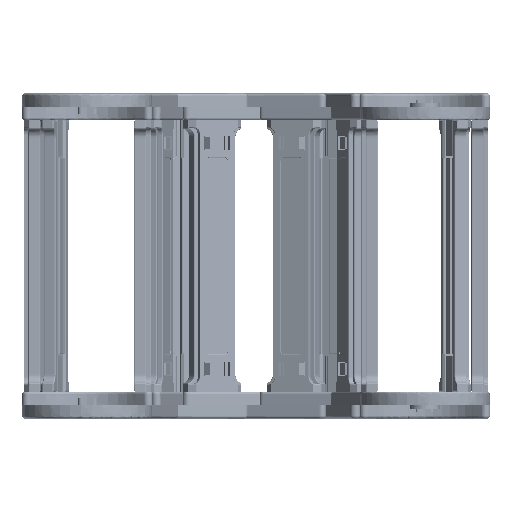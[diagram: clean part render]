
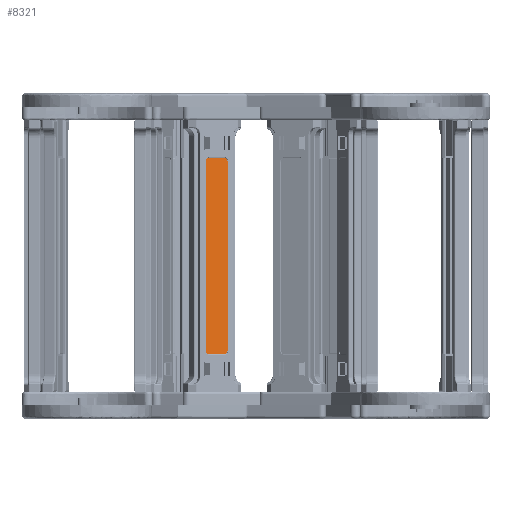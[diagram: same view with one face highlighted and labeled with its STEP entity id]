
A CAD part, left-side view. The second image highlights one B-rep face of the part: STEP entity #8321.
In plain terms, the highlighted face is planar.
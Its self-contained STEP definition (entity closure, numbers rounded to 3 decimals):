
#410 = LINE ( 'NONE', #7419, #25509 ) ;
#539 = CARTESIAN_POINT ( 'NONE',  ( -65.756, 199.948, 100.586 ) ) ;
#1543 = LINE ( 'NONE', #30713, #18873 ) ;
#2047 = CARTESIAN_POINT ( 'NONE',  ( -63.818, 199.948, 100.586 ) ) ;
#2064 = CIRCLE ( 'NONE', #14500, 1.938 ) ;
#2438 = DIRECTION ( 'NONE',  ( 0., 0., -1. ) ) ;
#3349 = DIRECTION ( 'NONE',  ( 0., 0., 1. ) ) ;
#4468 = DIRECTION ( 'NONE',  ( 0., 0., 1. ) ) ;
#5493 = CARTESIAN_POINT ( 'NONE',  ( -63.818, 199.948, 16.908 ) ) ;
#5597 = VERTEX_POINT ( 'NONE', #5493 ) ;
#5781 = VERTEX_POINT ( 'NONE', #32281 ) ;
#6583 = ORIENTED_EDGE ( 'NONE', *, *, #13707, .T. ) ;
#6586 = AXIS2_PLACEMENT_3D ( 'NONE', #16948, #34449, #37388 ) ;
#7419 = CARTESIAN_POINT ( 'NONE',  ( -72.692, 199.948, 14.97 ) ) ;
#7801 = CARTESIAN_POINT ( 'NONE',  ( -72.692, 199.948, 100.586 ) ) ;
#8321 = ADVANCED_FACE ( 'NONE', ( #37749 ), #25378, .T. ) ;
#8767 = CARTESIAN_POINT ( 'NONE',  ( -65.756, 199.948, 16.908 ) ) ;
#9148 = ORIENTED_EDGE ( 'NONE', *, *, #9605, .F. ) ;
#9474 = VERTEX_POINT ( 'NONE', #19868 ) ;
#9605 = EDGE_CURVE ( 'NONE', #12877, #5597, #10770, .T. ) ;
#9678 = EDGE_CURVE ( 'NONE', #23914, #9474, #19874, .T. ) ;
#10266 = ORIENTED_EDGE ( 'NONE', *, *, #9678, .T. ) ;
#10770 = CIRCLE ( 'NONE', #10803, 1.938 ) ;
#10803 = AXIS2_PLACEMENT_3D ( 'NONE', #8767, #32104, #26333 ) ;
#10962 = EDGE_CURVE ( 'NONE', #23914, #17946, #2064, .T. ) ;
#11104 = CARTESIAN_POINT ( 'NONE',  ( -74.63, 199.948, 95.786 ) ) ;
#11782 = EDGE_LOOP ( 'NONE', ( #12151, #9148, #24213, #23263, #10266, #21319, #6583, #24875 ) ) ;
#12151 = ORIENTED_EDGE ( 'NONE', *, *, #30791, .T. ) ;
#12877 = VERTEX_POINT ( 'NONE', #35131 ) ;
#13707 = EDGE_CURVE ( 'NONE', #14517, #5781, #1543, .T. ) ;
#13749 = CARTESIAN_POINT ( 'NONE',  ( -74.63, 199.948, 16.908 ) ) ;
#13884 = VECTOR ( 'NONE', #2438, 1000. ) ;
#14061 = DIRECTION ( 'NONE',  ( 1., 0., 0. ) ) ;
#14500 = AXIS2_PLACEMENT_3D ( 'NONE', #35562, #23792, #32748 ) ;
#14517 = VERTEX_POINT ( 'NONE', #21415 ) ;
#16948 = CARTESIAN_POINT ( 'NONE',  ( -72.692, 199.948, 95.786 ) ) ;
#17285 = VERTEX_POINT ( 'NONE', #2047 ) ;
#17341 = DIRECTION ( 'NONE',  ( 0., 0., 1. ) ) ;
#17946 = VERTEX_POINT ( 'NONE', #34528 ) ;
#18500 = VECTOR ( 'NONE', #17341, 1000. ) ;
#18703 = EDGE_CURVE ( 'NONE', #9474, #14517, #23664, .T. ) ;
#18754 = EDGE_CURVE ( 'NONE', #17946, #12877, #410, .T. ) ;
#18873 = VECTOR ( 'NONE', #21781, 1000. ) ;
#19868 = CARTESIAN_POINT ( 'NONE',  ( -74.63, 199.948, 100.586 ) ) ;
#19874 = LINE ( 'NONE', #11104, #18500 ) ;
#20221 = LINE ( 'NONE', #34788, #13884 ) ;
#21319 = ORIENTED_EDGE ( 'NONE', *, *, #18703, .T. ) ;
#21415 = CARTESIAN_POINT ( 'NONE',  ( -72.692, 199.948, 102.524 ) ) ;
#21781 = DIRECTION ( 'NONE',  ( 1., 0., 0. ) ) ;
#22991 = CIRCLE ( 'NONE', #25452, 1.938 ) ;
#23263 = ORIENTED_EDGE ( 'NONE', *, *, #10962, .F. ) ;
#23664 = CIRCLE ( 'NONE', #33056, 1.938 ) ;
#23792 = DIRECTION ( 'NONE',  ( 0., -1., 0. ) ) ;
#23914 = VERTEX_POINT ( 'NONE', #13749 ) ;
#24213 = ORIENTED_EDGE ( 'NONE', *, *, #18754, .F. ) ;
#24875 = ORIENTED_EDGE ( 'NONE', *, *, #30162, .T. ) ;
#25378 = PLANE ( 'NONE',  #6586 ) ;
#25452 = AXIS2_PLACEMENT_3D ( 'NONE', #539, #35506, #3349 ) ;
#25509 = VECTOR ( 'NONE', #14061, 1000. ) ;
#26333 = DIRECTION ( 'NONE',  ( 0., 0., -1. ) ) ;
#28185 = DIRECTION ( 'NONE',  ( 0., 1., 0. ) ) ;
#30162 = EDGE_CURVE ( 'NONE', #5781, #17285, #22991, .T. ) ;
#30713 = CARTESIAN_POINT ( 'NONE',  ( -72.692, 199.948, 102.524 ) ) ;
#30791 = EDGE_CURVE ( 'NONE', #17285, #5597, #20221, .T. ) ;
#32104 = DIRECTION ( 'NONE',  ( 0., -1., 0. ) ) ;
#32281 = CARTESIAN_POINT ( 'NONE',  ( -65.756, 199.948, 102.524 ) ) ;
#32748 = DIRECTION ( 'NONE',  ( 0., 0., -1. ) ) ;
#33056 = AXIS2_PLACEMENT_3D ( 'NONE', #7801, #28185, #4468 ) ;
#34449 = DIRECTION ( 'NONE',  ( 0., 1., 0. ) ) ;
#34528 = CARTESIAN_POINT ( 'NONE',  ( -72.692, 199.948, 14.97 ) ) ;
#34788 = CARTESIAN_POINT ( 'NONE',  ( -63.818, 199.948, 95.786 ) ) ;
#35131 = CARTESIAN_POINT ( 'NONE',  ( -65.756, 199.948, 14.97 ) ) ;
#35506 = DIRECTION ( 'NONE',  ( 0., 1., 0. ) ) ;
#35562 = CARTESIAN_POINT ( 'NONE',  ( -72.692, 199.948, 16.908 ) ) ;
#37388 = DIRECTION ( 'NONE',  ( 0., 0., 1. ) ) ;
#37749 = FACE_OUTER_BOUND ( 'NONE', #11782, .T. ) ;
